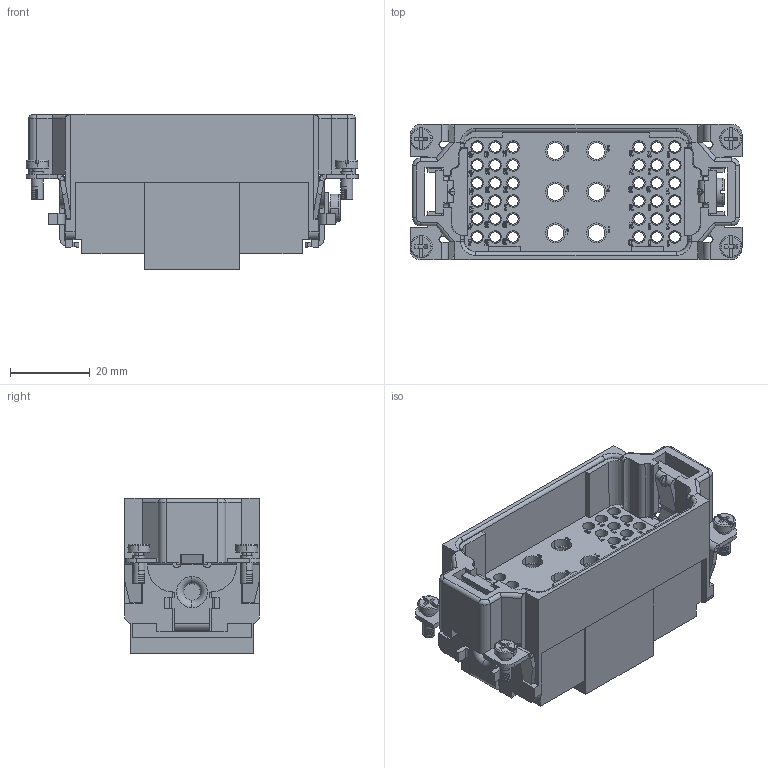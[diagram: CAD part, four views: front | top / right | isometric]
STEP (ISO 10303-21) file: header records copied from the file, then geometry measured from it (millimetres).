
FILE_DESCRIPTION((''),'2;1');
FILE_NAME('HK006_36M','2017-09-06T',('tl.yang'),(''),'PRO/ENGINEER BY PARAMETRIC TECHNOLOGY CORPORATION, 2011500','PRO/ENGINEER BY PARAMETRIC TECHNOLOGY CORPORATION, 2011500','');
FILE_SCHEMA(('CONFIG_CONTROL_DESIGN'));
Products named in the file (1): HK006_36M
Bounding box: 83.1 x 34 x 39 mm (x, y, z)
Volume: 44165.8 mm3; surface area: 28712.4 mm2
Topology: 1 solids, 16 shells, 6322 faces, 18394 edges, 12356 vertices
Faces by surface type: plane 5898, cylinder 332, torus 34, bspline 32, cone 18, sphere 8
Entity records: 207726 total; most frequent: CARTESIAN_POINT 39468, ORIENTED_EDGE 36772, DIRECTION 31734, EDGE_CURVE 18386, VECTOR 17274, LINE 17274, VERTEX_POINT 12356, AXIS2_PLACEMENT_3D 7230
